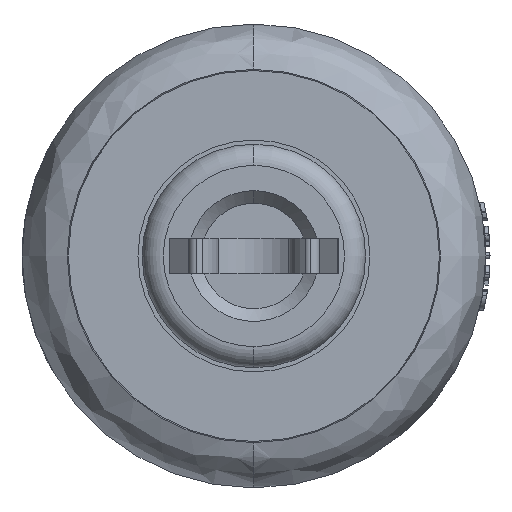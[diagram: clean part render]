
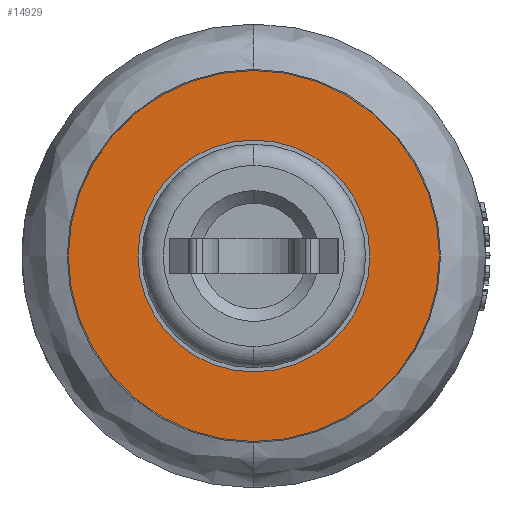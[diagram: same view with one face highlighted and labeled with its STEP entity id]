
A CAD part, left-side view. The second image highlights one B-rep face of the part: STEP entity #14929.
In plain terms, the highlighted planar face has unit normal (-1, 0, 0).
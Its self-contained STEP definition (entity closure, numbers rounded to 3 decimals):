
#856 = CARTESIAN_POINT ( 'NONE',  ( 12., 0., 4.4 ) ) ;
#1285 = DIRECTION ( 'NONE',  ( 0., 0., -1. ) ) ;
#2235 = CIRCLE ( 'NONE', #19559, 4.4 ) ;
#2250 = DIRECTION ( 'NONE',  ( -1., 0., 0. ) ) ;
#3370 = EDGE_CURVE ( 'NONE', #20412, #5641, #8845, .T. ) ;
#4191 = DIRECTION ( 'NONE',  ( -1., 0., 0. ) ) ;
#4539 = FACE_OUTER_BOUND ( 'NONE', #5427, .T. ) ;
#5427 = EDGE_LOOP ( 'NONE', ( #19222, #9110 ) ) ;
#5641 = VERTEX_POINT ( 'NONE', #856 ) ;
#6048 = DIRECTION ( 'NONE',  ( 0., 0., 1. ) ) ;
#7891 = CARTESIAN_POINT ( 'NONE',  ( 12., 0., 0. ) ) ;
#7940 = AXIS2_PLACEMENT_3D ( 'NONE', #22463, #20692, #6048 ) ;
#7977 = CARTESIAN_POINT ( 'NONE',  ( 12., 0., 0. ) ) ;
#8298 = AXIS2_PLACEMENT_3D ( 'NONE', #8829, #12347, #1285 ) ;
#8829 = CARTESIAN_POINT ( 'NONE',  ( 12., 0., -4.4 ) ) ;
#8845 = CIRCLE ( 'NONE', #7940, 4.4 ) ;
#9110 = ORIENTED_EDGE ( 'NONE', *, *, #3370, .T. ) ;
#9369 = ORIENTED_EDGE ( 'NONE', *, *, #10782, .F. ) ;
#10782 = EDGE_CURVE ( 'NONE', #20673, #18391, #13528, .T. ) ;
#11173 = CIRCLE ( 'NONE', #15670, 2.75 ) ;
#11510 = DIRECTION ( 'NONE',  ( 0., 0., 1. ) ) ;
#12192 = EDGE_CURVE ( 'NONE', #18391, #20673, #11173, .T. ) ;
#12347 = DIRECTION ( 'NONE',  ( 1., 0., 0. ) ) ;
#12368 = EDGE_LOOP ( 'NONE', ( #9369, #12757 ) ) ;
#12757 = ORIENTED_EDGE ( 'NONE', *, *, #12192, .F. ) ;
#13087 = DIRECTION ( 'NONE',  ( 0., 0., 1. ) ) ;
#13160 = CARTESIAN_POINT ( 'NONE',  ( 12., 0., 0. ) ) ;
#13316 = CARTESIAN_POINT ( 'NONE',  ( 12., 0., -4.4 ) ) ;
#13443 = DIRECTION ( 'NONE',  ( 0., 0., 1. ) ) ;
#13528 = CIRCLE ( 'NONE', #20772, 2.75 ) ;
#14929 = ADVANCED_FACE ( 'NONE', ( #22871, #4539 ), #16244, .F. ) ;
#15027 = CARTESIAN_POINT ( 'NONE',  ( 12., 0., -2.75 ) ) ;
#15670 = AXIS2_PLACEMENT_3D ( 'NONE', #7891, #4191, #11510 ) ;
#16244 = PLANE ( 'NONE',  #8298 ) ;
#16507 = EDGE_CURVE ( 'NONE', #5641, #20412, #2235, .T. ) ;
#18391 = VERTEX_POINT ( 'NONE', #15027 ) ;
#18475 = CARTESIAN_POINT ( 'NONE',  ( 12., 0., 2.75 ) ) ;
#19222 = ORIENTED_EDGE ( 'NONE', *, *, #16507, .T. ) ;
#19559 = AXIS2_PLACEMENT_3D ( 'NONE', #7977, #22510, #13443 ) ;
#20412 = VERTEX_POINT ( 'NONE', #13316 ) ;
#20673 = VERTEX_POINT ( 'NONE', #18475 ) ;
#20692 = DIRECTION ( 'NONE',  ( -1., 0., 0. ) ) ;
#20772 = AXIS2_PLACEMENT_3D ( 'NONE', #13160, #2250, #13087 ) ;
#22463 = CARTESIAN_POINT ( 'NONE',  ( 12., 0., 0. ) ) ;
#22510 = DIRECTION ( 'NONE',  ( -1., 0., 0. ) ) ;
#22871 = FACE_BOUND ( 'NONE', #12368, .T. ) ;
